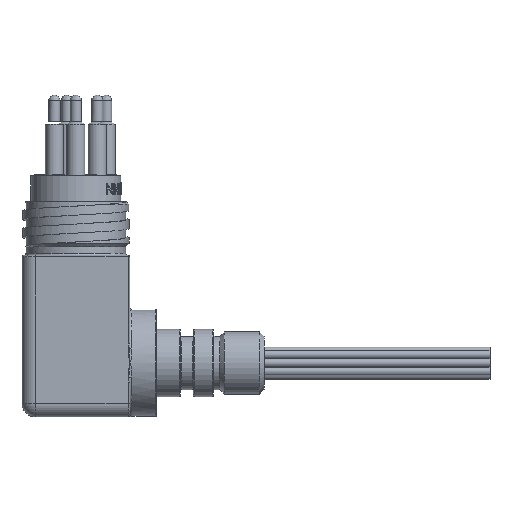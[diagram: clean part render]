
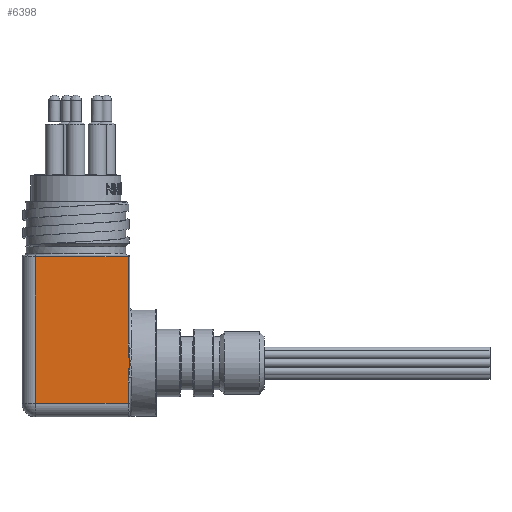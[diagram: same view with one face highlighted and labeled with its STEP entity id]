
A CAD part, left-side view. The second image highlights one B-rep face of the part: STEP entity #6398.
In plain terms, the highlighted planar face has unit normal (-1, 0, 0).
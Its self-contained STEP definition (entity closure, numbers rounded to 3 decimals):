
#255=PLANE('',#6925);
#463=FACE_OUTER_BOUND('',#837,.T.);
#837=EDGE_LOOP('',(#4454,#4455,#4456,#4457,#4458,#4459,#4460,#4461));
#1422=B_SPLINE_CURVE_WITH_KNOTS('',3,(#9436,#9437,#9438,#9439,#9440,#9441,
#9442,#9443,#9444,#9445),.UNSPECIFIED.,.F.,.F.,(4,2,2,2,4),(0.,0.001,
0.003,0.004,0.005),
 .UNSPECIFIED.);
#1425=B_SPLINE_CURVE_WITH_KNOTS('',3,(#9480,#9481,#9482,#9483,#9484,#9485,
#9486),.UNSPECIFIED.,.F.,.F.,(4,3,4),(0.,0.001,0.001),
 .UNSPECIFIED.);
#1426=B_SPLINE_CURVE_WITH_KNOTS('',3,(#9502,#9503,#9504,#9505,#9506,#9507,
#9508),.UNSPECIFIED.,.F.,.F.,(4,3,4),(0.,0.001,0.001),
 .UNSPECIFIED.);
#1692=LINE('',#9521,#2079);
#1693=LINE('',#9526,#2080);
#1699=LINE('',#9554,#2086);
#1714=LINE('',#10222,#2101);
#1721=LINE('',#10521,#2108);
#2079=VECTOR('',#7498,1000.);
#2080=VECTOR('',#7503,1000.);
#2086=VECTOR('',#7535,1000.);
#2101=VECTOR('',#7726,1000.);
#2108=VECTOR('',#7751,1000.);
#2534=VERTEX_POINT('',#9433);
#2535=VERTEX_POINT('',#9435);
#2537=VERTEX_POINT('',#9470);
#2540=VERTEX_POINT('',#9500);
#2541=VERTEX_POINT('',#9517);
#2544=VERTEX_POINT('',#9524);
#2553=VERTEX_POINT('',#9552);
#2613=VERTEX_POINT('',#10205);
#3194=EDGE_CURVE('',#2535,#2534,#1422,.T.);
#3199=EDGE_CURVE('',#2537,#2535,#1425,.T.);
#3201=EDGE_CURVE('',#2534,#2540,#1426,.T.);
#3205=EDGE_CURVE('',#2541,#2537,#1692,.T.);
#3207=EDGE_CURVE('',#2540,#2544,#1693,.T.);
#3221=EDGE_CURVE('',#2544,#2553,#1699,.T.);
#3318=EDGE_CURVE('',#2553,#2613,#1714,.T.);
#3335=EDGE_CURVE('',#2613,#2541,#1721,.T.);
#4454=ORIENTED_EDGE('',*,*,#3335,.T.);
#4455=ORIENTED_EDGE('',*,*,#3205,.T.);
#4456=ORIENTED_EDGE('',*,*,#3199,.T.);
#4457=ORIENTED_EDGE('',*,*,#3194,.T.);
#4458=ORIENTED_EDGE('',*,*,#3201,.T.);
#4459=ORIENTED_EDGE('',*,*,#3207,.T.);
#4460=ORIENTED_EDGE('',*,*,#3221,.T.);
#4461=ORIENTED_EDGE('',*,*,#3318,.T.);
#6398=ADVANCED_FACE('',(#463),#255,.T.);
#6925=AXIS2_PLACEMENT_3D('',#10526,#7758,#7759);
#7498=DIRECTION('',(0.,0.,1.));
#7503=DIRECTION('',(0.,0.,1.));
#7535=DIRECTION('',(0.,1.,0.));
#7726=DIRECTION('',(0.,0.,-1.));
#7751=DIRECTION('',(0.,-1.,0.));
#7758=DIRECTION('center_axis',(-1.,0.,0.));
#7759=DIRECTION('ref_axis',(0.,1.,0.));
#9433=CARTESIAN_POINT('',(0.,-18.851,-26.065));
#9435=CARTESIAN_POINT('',(0.,-18.851,-31.085));
#9436=CARTESIAN_POINT('Ctrl Pts',(0.,-18.851,-31.085));
#9437=CARTESIAN_POINT('Ctrl Pts',(0.,-18.898,
-30.668));
#9438=CARTESIAN_POINT('Ctrl Pts',(0.,-18.926,
-30.25));
#9439=CARTESIAN_POINT('Ctrl Pts',(0.,-18.971,
-29.413));
#9440=CARTESIAN_POINT('Ctrl Pts',(0.,-18.986,
-28.994));
#9441=CARTESIAN_POINT('Ctrl Pts',(0.,-18.986,
-28.156));
#9442=CARTESIAN_POINT('Ctrl Pts',(0.,-18.971,
-27.737));
#9443=CARTESIAN_POINT('Ctrl Pts',(0.,-18.926,
-26.9));
#9444=CARTESIAN_POINT('Ctrl Pts',(0.,-18.898,
-26.482));
#9445=CARTESIAN_POINT('Ctrl Pts',(0.,-18.851,-26.065));
#9470=CARTESIAN_POINT('',(0.,-18.796,-31.955));
#9480=CARTESIAN_POINT('Ctrl Pts',(0.,-18.796,-31.955));
#9481=CARTESIAN_POINT('Ctrl Pts',(0.,-18.796,
-31.725));
#9482=CARTESIAN_POINT('Ctrl Pts',(0.,-18.81,
-31.496));
#9483=CARTESIAN_POINT('Ctrl Pts',(0.,-18.831,
-31.268));
#9484=CARTESIAN_POINT('Ctrl Pts',(0.,-18.837,
-31.207));
#9485=CARTESIAN_POINT('Ctrl Pts',(0.,-18.844,
-31.146));
#9486=CARTESIAN_POINT('Ctrl Pts',(0.,-18.851,
-31.085));
#9500=CARTESIAN_POINT('',(0.,-18.796,-25.195));
#9502=CARTESIAN_POINT('Ctrl Pts',(0.,-18.851,
-26.065));
#9503=CARTESIAN_POINT('Ctrl Pts',(0.,-18.825,
-25.837));
#9504=CARTESIAN_POINT('Ctrl Pts',(0.,-18.806,
-25.608));
#9505=CARTESIAN_POINT('Ctrl Pts',(0.,-18.799,
-25.379));
#9506=CARTESIAN_POINT('Ctrl Pts',(0.,-18.797,
-25.318));
#9507=CARTESIAN_POINT('Ctrl Pts',(0.,-18.796,
-25.256));
#9508=CARTESIAN_POINT('Ctrl Pts',(0.,-18.796,-25.195));
#9517=CARTESIAN_POINT('',(0.,-18.796,-35.719));
#9521=CARTESIAN_POINT('',(0.,-18.796,-31.154));
#9524=CARTESIAN_POINT('',(0.,-18.796,-9.779));
#9526=CARTESIAN_POINT('',(0.,-18.796,-9.525));
#9552=CARTESIAN_POINT('',(0.,-2.381,-9.779));
#9554=CARTESIAN_POINT('',(0.,0.,-9.779));
#10205=CARTESIAN_POINT('',(0.,-2.381,-35.719));
#10222=CARTESIAN_POINT('',(0.,-2.381,-38.1));
#10521=CARTESIAN_POINT('',(0.,-42.85,-35.719));
#10526=CARTESIAN_POINT('Origin',(0.,0.,-38.1));
